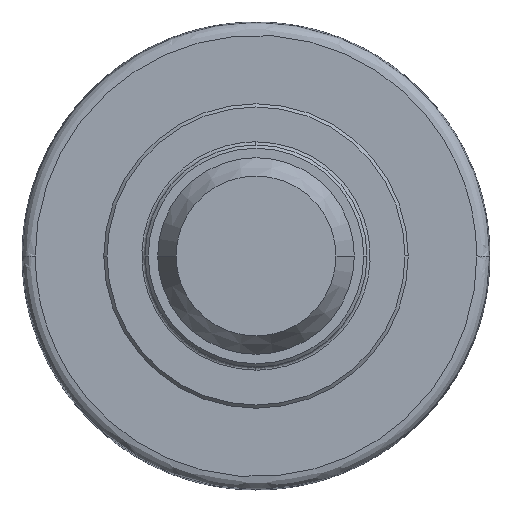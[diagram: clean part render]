
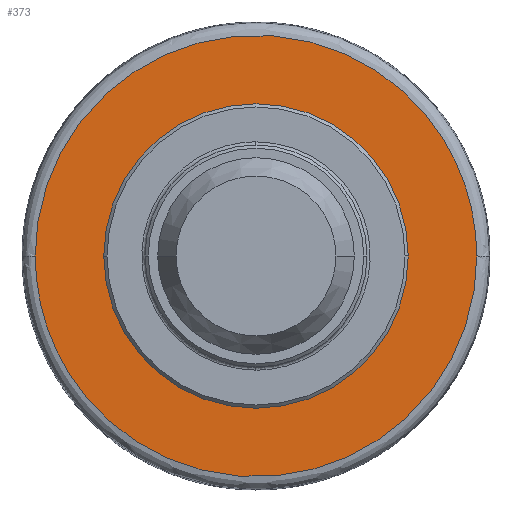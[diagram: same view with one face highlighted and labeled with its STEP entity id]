
A CAD part, left-side view. The second image highlights one B-rep face of the part: STEP entity #373.
In plain terms, the highlighted planar face has unit normal (-1, 0, 0).
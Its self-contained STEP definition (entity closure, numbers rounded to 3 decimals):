
#19 =( BOUNDED_CURVE ( )  B_SPLINE_CURVE ( 3, ( #1043, #1047, #1048, #1049 ),
 .UNSPECIFIED., .F., .T. ) 
 B_SPLINE_CURVE_WITH_KNOTS ( ( 4, 4 ),
 ( 0.25, 0.75 ),
 .UNSPECIFIED. ) 
 CURVE ( )  GEOMETRIC_REPRESENTATION_ITEM ( )  RATIONAL_B_SPLINE_CURVE ( ( 1., 0.333, 0.333, 1. ) ) 
 REPRESENTATION_ITEM ( '' )  );
#21 =( BOUNDED_CURVE ( )  B_SPLINE_CURVE ( 3, ( #1548, #1552, #1553, #1554 ),
 .UNSPECIFIED., .F., .T. ) 
 B_SPLINE_CURVE_WITH_KNOTS ( ( 4, 4 ),
 ( 0.75, 1.25 ),
 .UNSPECIFIED. ) 
 CURVE ( )  GEOMETRIC_REPRESENTATION_ITEM ( )  RATIONAL_B_SPLINE_CURVE ( ( 1., 0.333, 0.333, 1. ) ) 
 REPRESENTATION_ITEM ( '' )  );
#42 = VERTEX_POINT ( 'NONE', #107 ) ;
#46 = VERTEX_POINT ( 'NONE', #111 ) ;
#83 = VERTEX_POINT ( 'NONE', #148 ) ;
#87 = VERTEX_POINT ( 'NONE', #152 ) ;
#107 = CARTESIAN_POINT ( 'NONE',  ( 18.5, -24., 0. ) ) ;
#111 = CARTESIAN_POINT ( 'NONE',  ( 18.5, 24., 0. ) ) ;
#148 = CARTESIAN_POINT ( 'NONE',  ( 18.5, 34.809, 0. ) ) ;
#152 = CARTESIAN_POINT ( 'NONE',  ( 18.5, -34.809, 0. ) ) ;
#287 = CARTESIAN_POINT ( 'NONE',  ( 18.5, 0., -31.984 ) ) ;
#293 = PLANE ( 'NONE',  #403 ) ;
#294 = DIRECTION ( 'NONE',  ( -1., 0., 0. ) ) ;
#295 = DIRECTION ( 'NONE',  ( 0., 0., 1. ) ) ;
#373 = ADVANCED_FACE ( 'NONE', ( #732, #724 ), #293, .T. ) ;
#403 = AXIS2_PLACEMENT_3D ( 'NONE', #287, #294, #295 ) ;
#452 = EDGE_LOOP ( 'NONE', ( #576, #577 ) ) ;
#461 = EDGE_LOOP ( 'NONE', ( #578, #579 ) ) ;
#576 = ORIENTED_EDGE ( 'NONE', *, *, #1755, .T. ) ;
#577 = ORIENTED_EDGE ( 'NONE', *, *, #1823, .T. ) ;
#578 = ORIENTED_EDGE ( 'NONE', *, *, #1824, .F. ) ;
#579 = ORIENTED_EDGE ( 'NONE', *, *, #1738, .F. ) ;
#724 = FACE_OUTER_BOUND ( 'NONE', #461, .T. ) ;
#732 = FACE_BOUND ( 'NONE', #452, .T. ) ;
#818 = CIRCLE ( 'NONE', #1702, 24. ) ;
#899 = CIRCLE ( 'NONE', #1640, 24. ) ;
#1043 = CARTESIAN_POINT ( 'NONE',  ( 18.5, 34.809, 0. ) ) ;
#1047 = CARTESIAN_POINT ( 'NONE',  ( 18.5, 34.809, 69.619 ) ) ;
#1048 = CARTESIAN_POINT ( 'NONE',  ( 18.5, -34.809, 69.619 ) ) ;
#1049 = CARTESIAN_POINT ( 'NONE',  ( 18.5, -34.809, 0. ) ) ;
#1196 = CARTESIAN_POINT ( 'NONE',  ( 18.5, 0., 0. ) ) ;
#1197 = DIRECTION ( 'NONE',  ( 1., 0., 0. ) ) ;
#1198 = DIRECTION ( 'NONE',  ( 0., 1., 0. ) ) ;
#1544 = CARTESIAN_POINT ( 'NONE',  ( 18.5, 0., 0. ) ) ;
#1548 = CARTESIAN_POINT ( 'NONE',  ( 18.5, -34.809, 0. ) ) ;
#1549 = DIRECTION ( 'NONE',  ( 1., 0., 0. ) ) ;
#1550 = DIRECTION ( 'NONE',  ( 0., 1., 0. ) ) ;
#1552 = CARTESIAN_POINT ( 'NONE',  ( 18.5, -34.809, -69.619 ) ) ;
#1553 = CARTESIAN_POINT ( 'NONE',  ( 18.5, 34.809, -69.619 ) ) ;
#1554 = CARTESIAN_POINT ( 'NONE',  ( 18.5, 34.809, 0. ) ) ;
#1640 = AXIS2_PLACEMENT_3D ( 'NONE', #1544, #1549, #1550 ) ;
#1702 = AXIS2_PLACEMENT_3D ( 'NONE', #1196, #1197, #1198 ) ;
#1738 = EDGE_CURVE ( 'NONE', #83, #87, #19, .T. ) ;
#1755 = EDGE_CURVE ( 'NONE', #46, #42, #818, .T. ) ;
#1823 = EDGE_CURVE ( 'NONE', #42, #46, #899, .T. ) ;
#1824 = EDGE_CURVE ( 'NONE', #87, #83, #21, .T. ) ;
